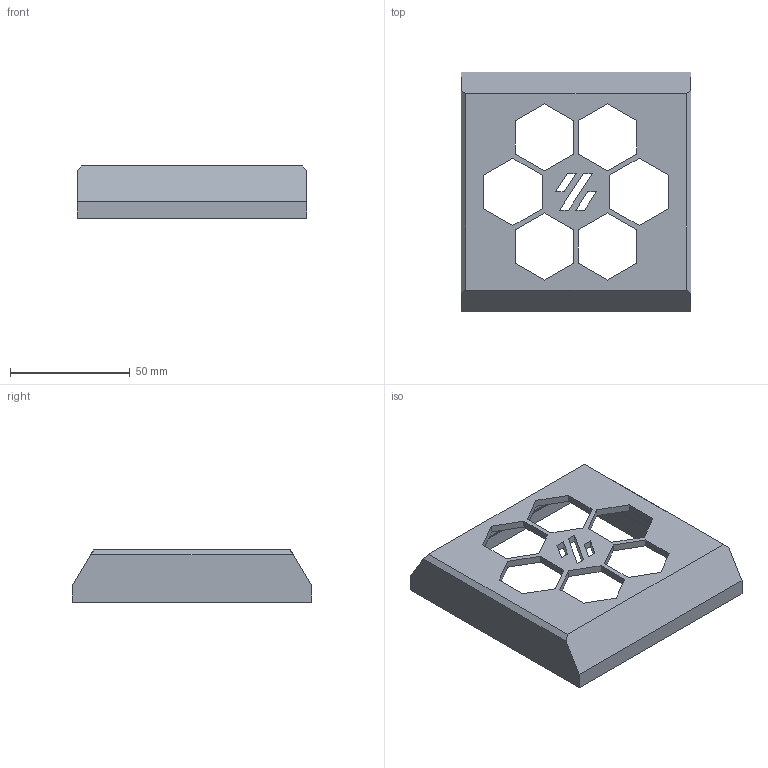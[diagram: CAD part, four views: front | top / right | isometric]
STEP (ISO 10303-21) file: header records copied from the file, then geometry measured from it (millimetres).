
FILE_DESCRIPTION(/* description */ (''),/* implementation_level */ '2;1');
FILE_NAME(/* name */ 'fannypack_zero.step',/* time_stamp */ '2022-04-03T18:49:30+01:00',/* author */ (''),/* organization */ (''),/* preprocessor_version */ 'ST-DEVELOPER v18.1',/* originating_system */ 'Autodesk Translation Framework v10.14.0.1471',/* authorisation */ '');
FILE_SCHEMA (('AUTOMOTIVE_DESIGN { 1 0 10303 214 3 1 1 }'));
Length unit declared in the file: millimetre
Products named in the file (1): FANny pack
Bounding box: 96 x 100 x 21.8 mm (x, y, z)
Volume: 39047.6 mm3; surface area: 29541.9 mm2
Topology: 1 solids, 1 shells, 117 faces, 318 edges, 212 vertices
Faces by surface type: plane 92, cylinder 21, cone 4
Full cylindrical faces by diameter (mm): 4.2 x4
Entity records: 3751 total; most frequent: CARTESIAN_POINT 668, ORIENTED_EDGE 636, DIRECTION 612, EDGE_CURVE 318, LINE 252, VECTOR 252, VERTEX_POINT 212, AXIS2_PLACEMENT_3D 180
